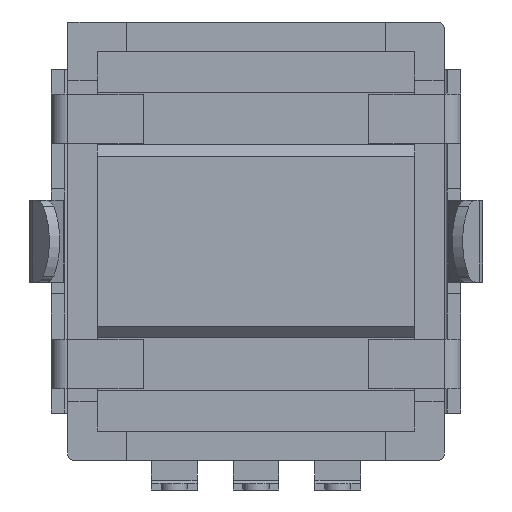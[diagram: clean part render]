
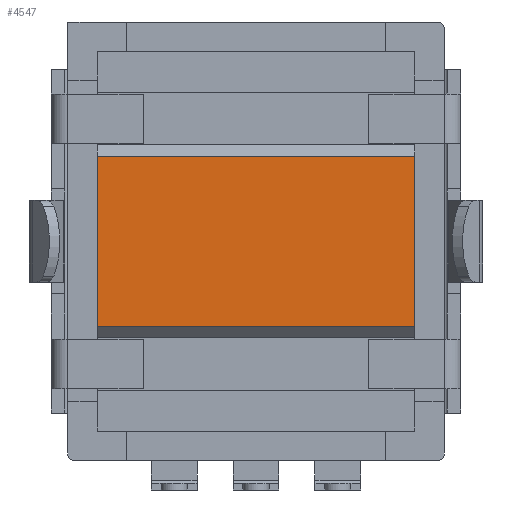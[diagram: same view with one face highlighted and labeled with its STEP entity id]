
A CAD part, front view. The second image highlights one B-rep face of the part: STEP entity #4547.
In plain terms, the highlighted planar face has unit normal (0, -1, 0).
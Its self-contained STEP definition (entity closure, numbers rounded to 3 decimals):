
#152=FACE_OUTER_BOUND('',#427,.T.);
#427=EDGE_LOOP('',(#3121,#3122,#3123,#3124));
#869=LINE('',#6688,#1405);
#870=LINE('',#6690,#1406);
#871=LINE('',#6692,#1407);
#872=LINE('',#6693,#1408);
#1405=VECTOR('',#5354,1000.);
#1406=VECTOR('',#5355,1000.);
#1407=VECTOR('',#5356,1000.);
#1408=VECTOR('',#5357,1000.);
#1920=VERTEX_POINT('',#6686);
#1921=VERTEX_POINT('',#6687);
#1922=VERTEX_POINT('',#6689);
#1923=VERTEX_POINT('',#6691);
#2364=EDGE_CURVE('',#1920,#1921,#869,.T.);
#2365=EDGE_CURVE('',#1921,#1922,#870,.T.);
#2366=EDGE_CURVE('',#1922,#1923,#871,.T.);
#2367=EDGE_CURVE('',#1923,#1920,#872,.T.);
#3121=ORIENTED_EDGE('',*,*,#2364,.T.);
#3122=ORIENTED_EDGE('',*,*,#2365,.T.);
#3123=ORIENTED_EDGE('',*,*,#2366,.T.);
#3124=ORIENTED_EDGE('',*,*,#2367,.T.);
#4334=PLANE('',#4848);
#4547=ADVANCED_FACE('',(#152),#4334,.T.);
#4848=AXIS2_PLACEMENT_3D('',#6685,#5352,#5353);
#5352=DIRECTION('center_axis',(0.,-1.,0.));
#5353=DIRECTION('ref_axis',(1.,0.,0.));
#5354=DIRECTION('',(0.,0.,-1.));
#5355=DIRECTION('',(1.,0.,0.));
#5356=DIRECTION('',(0.,0.,1.));
#5357=DIRECTION('',(-1.,0.,0.));
#6685=CARTESIAN_POINT('Origin',(-6.25,-6.5,-6.7));
#6686=CARTESIAN_POINT('',(-4.85,-6.5,2.6));
#6687=CARTESIAN_POINT('',(-4.85,-6.5,-2.6));
#6688=CARTESIAN_POINT('',(-4.85,-6.5,5.8));
#6689=CARTESIAN_POINT('',(4.85,-6.5,-2.6));
#6690=CARTESIAN_POINT('',(4.85,-6.5,-2.6));
#6691=CARTESIAN_POINT('',(4.85,-6.5,2.6));
#6692=CARTESIAN_POINT('',(4.85,-6.5,-5.8));
#6693=CARTESIAN_POINT('',(-4.85,-6.5,2.6));
